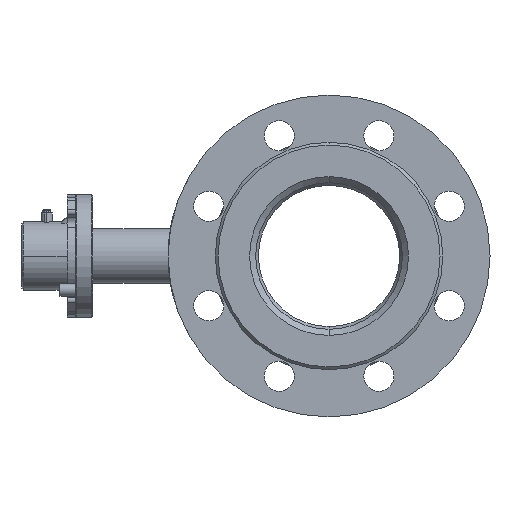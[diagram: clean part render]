
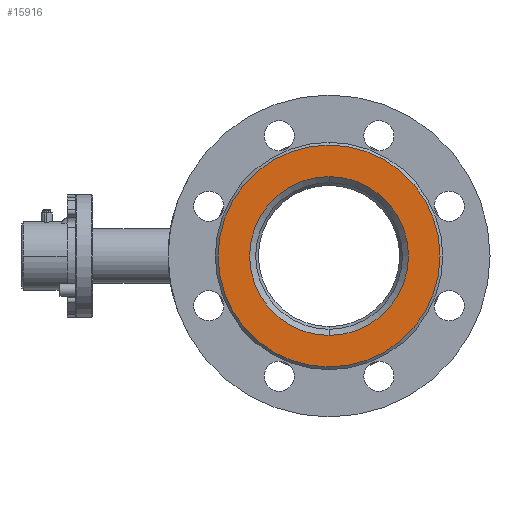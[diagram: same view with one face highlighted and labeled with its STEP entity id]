
A CAD part, left-side view. The second image highlights one B-rep face of the part: STEP entity #15916.
In plain terms, the highlighted planar face has unit normal (-1, 0, 0).
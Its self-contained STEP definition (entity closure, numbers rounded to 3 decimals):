
#135 = EDGE_CURVE ( 'NONE', #34353, #35117, #453, .T. ) ;
#453 = CIRCLE ( 'NONE', #7521, 58. ) ;
#1396 = CARTESIAN_POINT ( 'NONE',  ( -175., 0., 58. ) ) ;
#1633 = PLANE ( 'NONE',  #23055 ) ;
#1815 = DIRECTION ( 'NONE',  ( -1., 0., 0. ) ) ;
#1991 = CARTESIAN_POINT ( 'NONE',  ( -175., 0., 0. ) ) ;
#2480 = EDGE_CURVE ( 'NONE', #35185, #25966, #23034, .T. ) ;
#3919 = CARTESIAN_POINT ( 'NONE',  ( -175., 0., 0. ) ) ;
#4084 = CARTESIAN_POINT ( 'NONE',  ( -175., 0., 0. ) ) ;
#4412 = FACE_BOUND ( 'NONE', #29396, .T. ) ;
#5725 = ORIENTED_EDGE ( 'NONE', *, *, #14322, .F. ) ;
#6513 = DIRECTION ( 'NONE',  ( 0., 0., 1. ) ) ;
#6643 = CARTESIAN_POINT ( 'NONE',  ( -175., 0., -81. ) ) ;
#6897 = EDGE_CURVE ( 'NONE', #25966, #35185, #36137, .T. ) ;
#7521 = AXIS2_PLACEMENT_3D ( 'NONE', #1991, #1815, #23828 ) ;
#8741 = DIRECTION ( 'NONE',  ( 0., 0., 1. ) ) ;
#9612 = DIRECTION ( 'NONE',  ( 1., 0., 0. ) ) ;
#12718 = CARTESIAN_POINT ( 'NONE',  ( -175., 58., 0. ) ) ;
#12929 = DIRECTION ( 'NONE',  ( 0., 0., 1. ) ) ;
#13108 = DIRECTION ( 'NONE',  ( -1., 0., 0. ) ) ;
#14322 = EDGE_CURVE ( 'NONE', #35117, #34353, #25374, .T. ) ;
#14330 = CARTESIAN_POINT ( 'NONE',  ( -175., 0., 81. ) ) ;
#14987 = DIRECTION ( 'NONE',  ( -1., 0., 0. ) ) ;
#15657 = DIRECTION ( 'NONE',  ( 0., 0., -1. ) ) ;
#15916 = ADVANCED_FACE ( 'NONE', ( #4412, #18802 ), #1633, .F. ) ;
#16522 = AXIS2_PLACEMENT_3D ( 'NONE', #3919, #14987, #6513 ) ;
#17571 = ORIENTED_EDGE ( 'NONE', *, *, #2480, .T. ) ;
#18802 = FACE_OUTER_BOUND ( 'NONE', #23262, .T. ) ;
#19255 = DIRECTION ( 'NONE',  ( -1., 0., 0. ) ) ;
#20151 = AXIS2_PLACEMENT_3D ( 'NONE', #33511, #19255, #8741 ) ;
#22279 = ORIENTED_EDGE ( 'NONE', *, *, #6897, .T. ) ;
#23034 = CIRCLE ( 'NONE', #16522, 81. ) ;
#23055 = AXIS2_PLACEMENT_3D ( 'NONE', #12718, #9612, #15657 ) ;
#23262 = EDGE_LOOP ( 'NONE', ( #17571, #22279 ) ) ;
#23604 = AXIS2_PLACEMENT_3D ( 'NONE', #4084, #13108, #12929 ) ;
#23828 = DIRECTION ( 'NONE',  ( 0., 0., 1. ) ) ;
#25374 = CIRCLE ( 'NONE', #23604, 58. ) ;
#25828 = ORIENTED_EDGE ( 'NONE', *, *, #135, .F. ) ;
#25966 = VERTEX_POINT ( 'NONE', #14330 ) ;
#29396 = EDGE_LOOP ( 'NONE', ( #25828, #5725 ) ) ;
#31059 = CARTESIAN_POINT ( 'NONE',  ( -175., 0., -58. ) ) ;
#33511 = CARTESIAN_POINT ( 'NONE',  ( -175., 0., 0. ) ) ;
#34353 = VERTEX_POINT ( 'NONE', #1396 ) ;
#35117 = VERTEX_POINT ( 'NONE', #31059 ) ;
#35185 = VERTEX_POINT ( 'NONE', #6643 ) ;
#36137 = CIRCLE ( 'NONE', #20151, 81. ) ;
